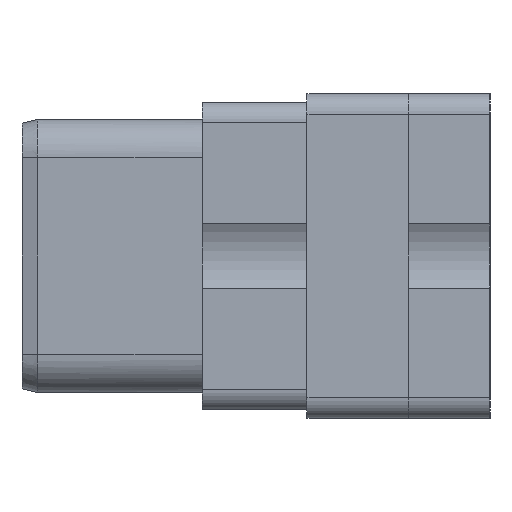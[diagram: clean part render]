
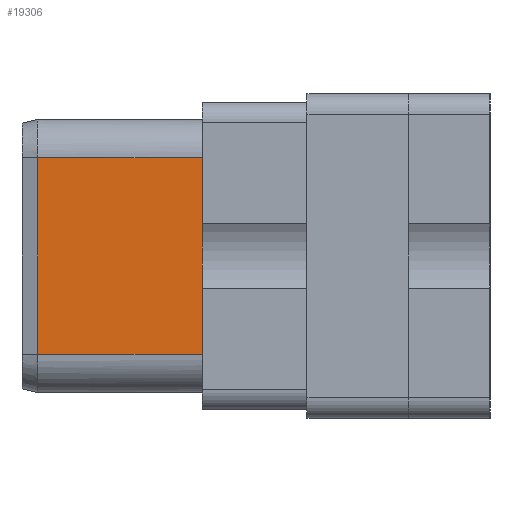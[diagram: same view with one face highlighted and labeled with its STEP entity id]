
A CAD part, left-side view. The second image highlights one B-rep face of the part: STEP entity #19306.
In plain terms, the highlighted planar face has unit normal (-1, 0.011, 0).
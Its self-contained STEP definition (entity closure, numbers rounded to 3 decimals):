
#2610=DIRECTION('',(-0.011,-1.,0.));
#2611=VECTOR('',#2610,8.075);
#2612=CARTESIAN_POINT('',(-36.079,8.09,-4.825));
#2613=LINE('',#2612,#2611);
#2642=CARTESIAN_POINT('',(-36.17,0.015,-4.825));
#2644=DIRECTION('',(0.,0.,1.));
#2645=VECTOR('',#2644,9.65);
#2646=CARTESIAN_POINT('',(-36.079,8.09,-4.825));
#2647=LINE('',#2646,#2645);
#2648=DIRECTION('',(-0.011,-1.,0.));
#2649=VECTOR('',#2648,8.075);
#2650=CARTESIAN_POINT('',(-36.079,8.09,4.825));
#2651=LINE('',#2650,#2649);
#2742=CARTESIAN_POINT('',(-36.17,0.015,4.825));
#2791=DIRECTION('',(0.,0.,1.));
#2792=VECTOR('',#2791,9.65);
#2793=CARTESIAN_POINT('',(-36.17,0.015,-4.825));
#2794=LINE('',#2793,#2792);
#13412=VERTEX_POINT('',#2642);
#13414=VERTEX_POINT('',#2742);
#13433=CARTESIAN_POINT('',(-36.079,8.09,-4.825));
#13434=VERTEX_POINT('',#13433);
#13435=CARTESIAN_POINT('',(-36.079,8.09,4.825));
#13436=VERTEX_POINT('',#13435);
#19293=CARTESIAN_POINT('',(-36.07,8.85,6.705));
#19294=DIRECTION('',(-1.,0.011,0.));
#19295=DIRECTION('',(-0.011,-1.,0.));
#19296=AXIS2_PLACEMENT_3D('',#19293,#19294,#19295);
#19297=PLANE('',#19296);
#19298=ORIENTED_EDGE('',*,*,#19286,.F.);
#19299=ORIENTED_EDGE('',*,*,#19124,.T.);
#19301=ORIENTED_EDGE('',*,*,#19300,.T.);
#19303=ORIENTED_EDGE('',*,*,#19302,.F.);
#19304=EDGE_LOOP('',(#19298,#19299,#19301,#19303));
#19305=FACE_OUTER_BOUND('',#19304,.F.);
#19306=ADVANCED_FACE('',(#19305),#19297,.T.);
#19124=EDGE_CURVE('',#13434,#13436,#2647,.T.);
#19286=EDGE_CURVE('',#13434,#13412,#2613,.T.);
#19300=EDGE_CURVE('',#13436,#13414,#2651,.T.);
#19302=EDGE_CURVE('',#13412,#13414,#2794,.T.);
